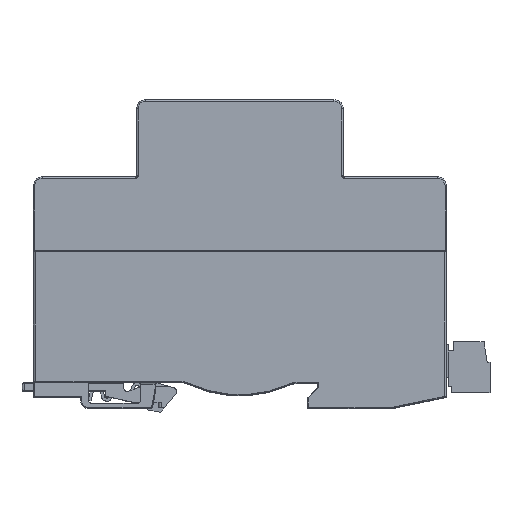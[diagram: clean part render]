
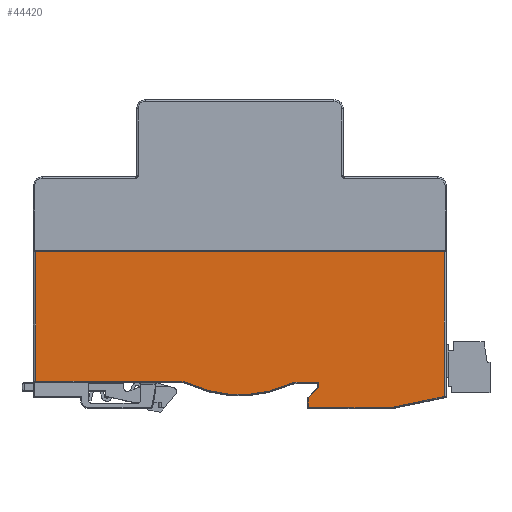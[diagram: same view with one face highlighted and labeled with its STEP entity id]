
A CAD part, top view. The second image highlights one B-rep face of the part: STEP entity #44420.
In plain terms, the highlighted planar face has unit normal (0, 0, 1).
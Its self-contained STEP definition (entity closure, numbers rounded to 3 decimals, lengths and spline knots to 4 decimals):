
#4652=LINE($,#76470,#9272);
#4653=LINE($,#76474,#9273);
#4669=LINE($,#76509,#9289);
#4670=LINE($,#76587,#9290);
#4671=LINE($,#76591,#9291);
#4672=LINE($,#76599,#9292);
#4673=LINE($,#76601,#9293);
#4674=LINE($,#76603,#9294);
#4675=LINE($,#76607,#9295);
#4676=LINE($,#76610,#9296);
#9272=VECTOR($,#57797,2.83);
#9273=VECTOR($,#57802,8.9);
#9289=VECTOR($,#57846,3.16);
#9290=VECTOR($,#57855,1.1768);
#9291=VECTOR($,#57860,3.1364);
#9292=VECTOR($,#57867,0.4504);
#9293=VECTOR($,#57868,0.1183);
#9294=VECTOR($,#57869,0.3128);
#9295=VECTOR($,#57872,0.1593);
#9296=VECTOR($,#57875,1.7779);
#12865=FACE_OUTER_BOUND($,#15339,.T.);
#15339=EDGE_LOOP($,(#37774,#37775,#37776,#37777,#37778,#37779,#37780,#37781,
#37782,#37783,#37784,#37785,#37786,#37787,#37788));
#16432=CIRCLE($,#47487,0.52);
#16433=CIRCLE($,#47488,2.6);
#16434=CIRCLE($,#47489,0.52);
#16435=CIRCLE($,#47490,0.03);
#16436=CIRCLE($,#47491,0.03);
#20275=VERTEX_POINT($,#76465);
#20276=VERTEX_POINT($,#76469);
#20277=VERTEX_POINT($,#76473);
#20282=VERTEX_POINT($,#76507);
#20283=VERTEX_POINT($,#76586);
#20284=VERTEX_POINT($,#76590);
#20285=VERTEX_POINT($,#76592);
#20286=VERTEX_POINT($,#76594);
#20287=VERTEX_POINT($,#76596);
#20288=VERTEX_POINT($,#76598);
#20289=VERTEX_POINT($,#76600);
#20290=VERTEX_POINT($,#76602);
#20291=VERTEX_POINT($,#76604);
#20292=VERTEX_POINT($,#76606);
#20293=VERTEX_POINT($,#76608);
#26177=EDGE_CURVE($,#20276,#20275,#4652,.T.);
#26179=EDGE_CURVE($,#20276,#20277,#4653,.T.);
#26197=EDGE_CURVE($,#20282,#20277,#4669,.T.);
#26200=EDGE_CURVE($,#20283,#20282,#4670,.T.);
#26202=EDGE_CURVE($,#20284,#20275,#4671,.T.);
#26203=EDGE_CURVE($,#20285,#20284,#16432,.T.);
#26204=EDGE_CURVE($,#20286,#20285,#16433,.T.);
#26205=EDGE_CURVE($,#20287,#20286,#16434,.T.);
#26206=EDGE_CURVE($,#20288,#20287,#4672,.T.);
#26207=EDGE_CURVE($,#20288,#20289,#4673,.T.);
#26208=EDGE_CURVE($,#20289,#20290,#4674,.T.);
#26209=EDGE_CURVE($,#20290,#20291,#16435,.T.);
#26210=EDGE_CURVE($,#20291,#20292,#4675,.T.);
#26211=EDGE_CURVE($,#20292,#20293,#16436,.T.);
#26212=EDGE_CURVE($,#20293,#20283,#4676,.T.);
#37774=ORIENTED_EDGE($,*,*,#26200,.T.);
#37775=ORIENTED_EDGE($,*,*,#26197,.T.);
#37776=ORIENTED_EDGE($,*,*,#26179,.F.);
#37777=ORIENTED_EDGE($,*,*,#26177,.T.);
#37778=ORIENTED_EDGE($,*,*,#26202,.F.);
#37779=ORIENTED_EDGE($,*,*,#26203,.F.);
#37780=ORIENTED_EDGE($,*,*,#26204,.F.);
#37781=ORIENTED_EDGE($,*,*,#26205,.F.);
#37782=ORIENTED_EDGE($,*,*,#26206,.F.);
#37783=ORIENTED_EDGE($,*,*,#26207,.T.);
#37784=ORIENTED_EDGE($,*,*,#26208,.T.);
#37785=ORIENTED_EDGE($,*,*,#26209,.T.);
#37786=ORIENTED_EDGE($,*,*,#26210,.T.);
#37787=ORIENTED_EDGE($,*,*,#26211,.T.);
#37788=ORIENTED_EDGE($,*,*,#26212,.T.);
#39974=PLANE($,#47486);
#44420=ADVANCED_FACE($,(#12865),#39974,.T.);
#47486=AXIS2_PLACEMENT_3D($,#76589,#57858,#57859);
#47487=AXIS2_PLACEMENT_3D($,#76593,#57861,#57862);
#47488=AXIS2_PLACEMENT_3D($,#76595,#57863,#57864);
#47489=AXIS2_PLACEMENT_3D($,#76597,#57865,#57866);
#47490=AXIS2_PLACEMENT_3D($,#76605,#57870,#57871);
#47491=AXIS2_PLACEMENT_3D($,#76609,#57873,#57874);
#57797=DIRECTION($,(0.,-1.,0.));
#57802=DIRECTION($,(1.,0.,0.));
#57846=DIRECTION($,(0.,1.,0.));
#57855=DIRECTION($,(0.979,0.204,0.));
#57858=DIRECTION('center_axis',(0.,0.,1.));
#57859=DIRECTION('ref_axis',(1.,0.,0.));
#57860=DIRECTION($,(-1.,0.,0.));
#57861=DIRECTION('center_axis',(0.,0.,1.));
#57862=DIRECTION('ref_axis',(0.421,0.907,0.));
#57863=DIRECTION('center_axis',(0.,0.,-1.));
#57864=DIRECTION('ref_axis',(0.407,-0.913,0.));
#57865=DIRECTION('center_axis',(0.,0.,1.));
#57866=DIRECTION('ref_axis',(0.,1.,0.));
#57867=DIRECTION($,(-1.,0.,0.));
#57868=DIRECTION($,(0.,-1.,0.));
#57869=DIRECTION($,(-0.707,-0.707,0.));
#57870=DIRECTION('center_axis',(0.,0.,1.));
#57871=DIRECTION('ref_axis',(-0.707,0.707,0.));
#57872=DIRECTION($,(0.,-1.,0.));
#57873=DIRECTION('center_axis',(0.,0.,1.));
#57874=DIRECTION('ref_axis',(-1.,0.,0.));
#57875=DIRECTION($,(1.,0.,0.));
#76465=CARTESIAN_POINT('',(-4.45,-3.37,1.81));
#76469=CARTESIAN_POINT('',(-4.45,-0.54,1.81));
#76470=CARTESIAN_POINT($,(-4.45,-0.54,1.81));
#76473=CARTESIAN_POINT('',(4.45,-0.54,1.81));
#76474=CARTESIAN_POINT($,(-4.45,-0.54,1.81));
#76507=CARTESIAN_POINT('',(4.45,-3.7,1.81));
#76509=CARTESIAN_POINT($,(4.45,-3.7,1.81));
#76586=CARTESIAN_POINT('',(3.2979,-3.94,1.81));
#76587=CARTESIAN_POINT($,(3.2979,-3.94,1.81));
#76589=CARTESIAN_POINT('Origin',(0.,0.,1.81));
#76590=CARTESIAN_POINT('',(-1.3136,-3.37,1.81));
#76591=CARTESIAN_POINT($,(-1.3136,-3.37,1.81));
#76592=CARTESIAN_POINT('',(-1.0947,-3.4183,1.81));
#76593=CARTESIAN_POINT('Origin',(-1.3136,-3.89,1.81));
#76594=CARTESIAN_POINT('',(1.058,-3.435,1.81));
#76595=CARTESIAN_POINT('Origin',(0.,-1.06,1.81));
#76596=CARTESIAN_POINT('',(1.2696,-3.39,1.81));
#76597=CARTESIAN_POINT('Origin',(1.2696,-3.91,1.81));
#76598=CARTESIAN_POINT('',(1.72,-3.39,1.81));
#76599=CARTESIAN_POINT($,(1.72,-3.39,1.81));
#76600=CARTESIAN_POINT('',(1.72,-3.5083,1.81));
#76601=CARTESIAN_POINT($,(1.72,-3.39,1.81));
#76602=CARTESIAN_POINT('',(1.4988,-3.7295,1.81));
#76603=CARTESIAN_POINT($,(1.72,-3.5083,1.81));
#76604=CARTESIAN_POINT('',(1.49,-3.7507,1.81));
#76605=CARTESIAN_POINT('Origin',(1.52,-3.7507,1.81));
#76606=CARTESIAN_POINT('',(1.49,-3.91,1.81));
#76607=CARTESIAN_POINT($,(1.49,-3.7507,1.81));
#76608=CARTESIAN_POINT('',(1.52,-3.94,1.81));
#76609=CARTESIAN_POINT('Origin',(1.52,-3.91,1.81));
#76610=CARTESIAN_POINT($,(1.52,-3.94,1.81));
